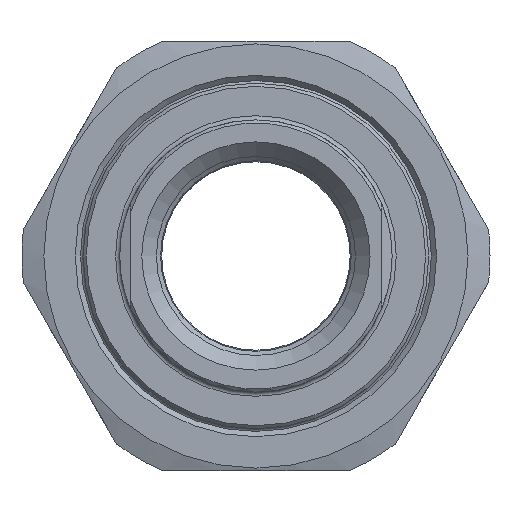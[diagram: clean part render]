
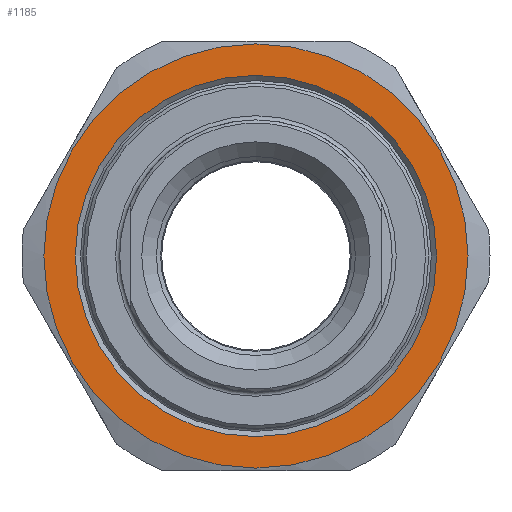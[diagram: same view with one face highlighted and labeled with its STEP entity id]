
A CAD part, left-side view. The second image highlights one B-rep face of the part: STEP entity #1185.
In plain terms, the highlighted planar face has unit normal (-1, 0, 0).
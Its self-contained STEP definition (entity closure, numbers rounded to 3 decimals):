
#69=FACE_BOUND('',#217,.T.);
#86=PLANE('',#1355);
#141=FACE_OUTER_BOUND('',#216,.T.);
#216=EDGE_LOOP('',(#885));
#217=EDGE_LOOP('',(#886));
#416=CIRCLE('',#1344,20.25);
#417=CIRCLE('',#1350,17.25);
#526=VERTEX_POINT('',#2003);
#527=VERTEX_POINT('',#2039);
#649=EDGE_CURVE('',#526,#526,#416,.T.);
#660=EDGE_CURVE('',#527,#527,#417,.T.);
#885=ORIENTED_EDGE('',*,*,#649,.T.);
#886=ORIENTED_EDGE('',*,*,#660,.F.);
#1185=ADVANCED_FACE('',(#141,#69),#86,.F.);
#1344=AXIS2_PLACEMENT_3D('',#2005,#1574,#1575);
#1350=AXIS2_PLACEMENT_3D('',#2040,#1587,#1588);
#1355=AXIS2_PLACEMENT_3D('',#2050,#1599,#1600);
#1574=DIRECTION('center_axis',(-1.,0.,0.));
#1575=DIRECTION('ref_axis',(0.,1.,0.));
#1587=DIRECTION('center_axis',(-1.,0.,0.));
#1588=DIRECTION('ref_axis',(0.,-1.,0.));
#1599=DIRECTION('center_axis',(1.,0.,0.));
#1600=DIRECTION('ref_axis',(0.,0.,-1.));
#2003=CARTESIAN_POINT('',(-17.,-20.25,0.));
#2005=CARTESIAN_POINT('Origin',(-17.,0.,0.));
#2039=CARTESIAN_POINT('',(-17.,17.25,0.));
#2040=CARTESIAN_POINT('Origin',(-17.,0.,0.));
#2050=CARTESIAN_POINT('Origin',(-17.,0.,0.));
